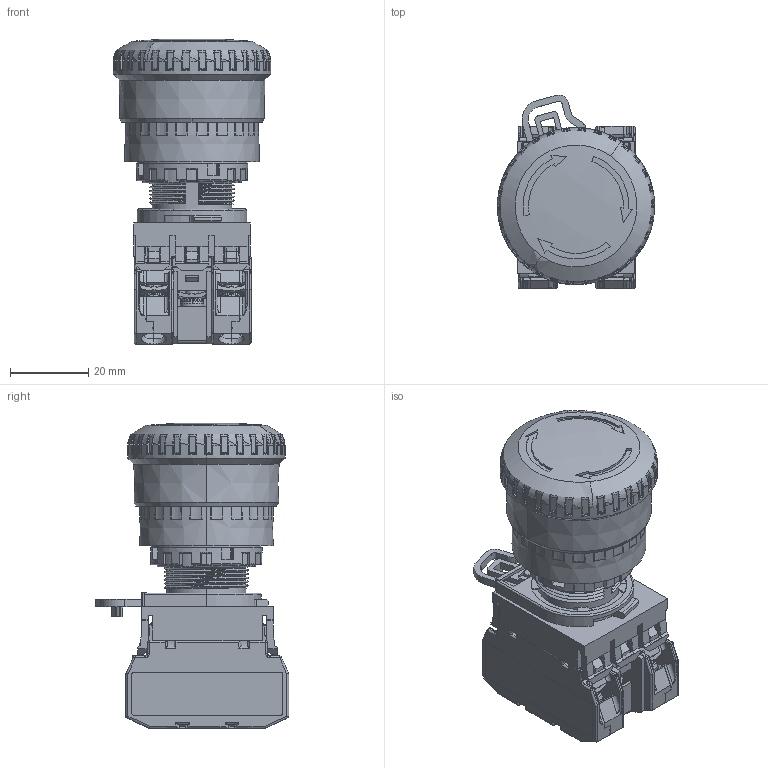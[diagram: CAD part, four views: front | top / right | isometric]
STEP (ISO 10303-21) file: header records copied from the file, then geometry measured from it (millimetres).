
FILE_DESCRIPTION (( 'STEP AP214' ), '1' );
FILE_NAME ('SB-22.ESF_LED.STEP', '2021-05-11T09:26:52', ( '' ), ( '' ), 'SwSTEP 2.0', 'SolidWorks 2016', '' );
FILE_SCHEMA (( 'AUTOMOTIVE_DESIGN' ));
Length unit declared in the file: millimetre
Products named in the file (1): SB-22.ESF_LED
Bounding box: 40.1 x 49.34 x 77.88 mm (x, y, z)
Surface area: 55021.9 mm2 (no closed solid volume)
Topology: 0 solids, 42 shells, 4821 faces, 13512 edges, 8629 vertices
Faces by surface type: plane 2870, cylinder 1196, bspline 651, cone 82, torus 22
Entity records: 247423 total; most frequent: CARTESIAN_POINT 78297, ORIENTED_EDGE 26556, DIRECTION 20563, EDGE_CURVE 13320, VERTEX_POINT 8638, VECTOR 8503, LINE 8503, AXIS2_PLACEMENT_3D 6030
